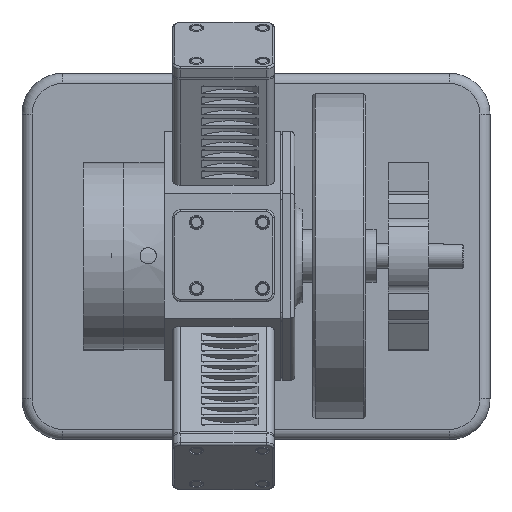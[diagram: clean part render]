
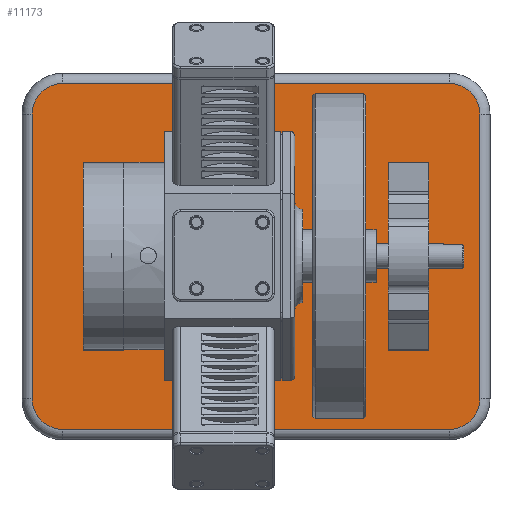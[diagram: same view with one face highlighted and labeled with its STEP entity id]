
A CAD part, top view. The second image highlights one B-rep face of the part: STEP entity #11173.
In plain terms, the highlighted planar face has unit normal (0, 0, 1).
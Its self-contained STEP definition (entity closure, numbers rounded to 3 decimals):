
#931=LINE('',#21312,#1525);
#939=LINE('',#21342,#1533);
#943=LINE('',#21358,#1537);
#946=LINE('',#21370,#1540);
#1525=VECTOR('',#15993,10.);
#1533=VECTOR('',#16025,10.);
#1537=VECTOR('',#16045,10.);
#1540=VECTOR('',#16062,10.);
#1959=PLANE('',#12699);
#2934=FACE_BOUND('',#4816,.T.);
#2935=FACE_BOUND('',#4817,.T.);
#2936=FACE_BOUND('',#4818,.T.);
#2937=FACE_BOUND('',#4819,.T.);
#3594=FACE_OUTER_BOUND('',#4815,.T.);
#4815=EDGE_LOOP('',(#10480,#10481,#10482,#10483,#10484,#10485,#10486,#10487));
#4816=EDGE_LOOP('',(#10488));
#4817=EDGE_LOOP('',(#10489));
#4818=EDGE_LOOP('',(#10490));
#4819=EDGE_LOOP('',(#10491));
#5423=CIRCLE('',#12636,5.5);
#5425=CIRCLE('',#12639,5.5);
#5427=CIRCLE('',#12642,5.5);
#5429=CIRCLE('',#12645,5.5);
#5440=CIRCLE('',#12665,15.);
#5449=CIRCLE('',#12679,15.);
#5454=CIRCLE('',#12688,15.);
#5458=CIRCLE('',#12696,15.);
#6436=VERTEX_POINT('',#21249);
#6438=VERTEX_POINT('',#21254);
#6440=VERTEX_POINT('',#21259);
#6442=VERTEX_POINT('',#21264);
#6453=VERTEX_POINT('',#21294);
#6454=VERTEX_POINT('',#21296);
#6459=VERTEX_POINT('',#21310);
#6467=VERTEX_POINT('',#21331);
#6469=VERTEX_POINT('',#21340);
#6471=VERTEX_POINT('',#21348);
#6473=VERTEX_POINT('',#21356);
#6475=VERTEX_POINT('',#21364);
#7760=EDGE_CURVE('',#6436,#6436,#5423,.T.);
#7762=EDGE_CURVE('',#6438,#6438,#5425,.T.);
#7764=EDGE_CURVE('',#6440,#6440,#5427,.T.);
#7766=EDGE_CURVE('',#6442,#6442,#5429,.T.);
#7777=EDGE_CURVE('',#6453,#6454,#5440,.T.);
#7785=EDGE_CURVE('',#6459,#6453,#931,.T.);
#7795=EDGE_CURVE('',#6467,#6459,#5449,.T.);
#7800=EDGE_CURVE('',#6469,#6467,#939,.T.);
#7804=EDGE_CURVE('',#6471,#6469,#5454,.T.);
#7808=EDGE_CURVE('',#6473,#6471,#943,.T.);
#7812=EDGE_CURVE('',#6475,#6473,#5458,.T.);
#7814=EDGE_CURVE('',#6454,#6475,#946,.T.);
#10480=ORIENTED_EDGE('',*,*,#7777,.F.);
#10481=ORIENTED_EDGE('',*,*,#7785,.F.);
#10482=ORIENTED_EDGE('',*,*,#7795,.F.);
#10483=ORIENTED_EDGE('',*,*,#7800,.F.);
#10484=ORIENTED_EDGE('',*,*,#7804,.F.);
#10485=ORIENTED_EDGE('',*,*,#7808,.F.);
#10486=ORIENTED_EDGE('',*,*,#7812,.F.);
#10487=ORIENTED_EDGE('',*,*,#7814,.F.);
#10488=ORIENTED_EDGE('',*,*,#7760,.T.);
#10489=ORIENTED_EDGE('',*,*,#7762,.T.);
#10490=ORIENTED_EDGE('',*,*,#7764,.T.);
#10491=ORIENTED_EDGE('',*,*,#7766,.T.);
#11173=ADVANCED_FACE('',(#3594,#2934,#2935,#2936,#2937),#1959,.T.);
#12636=AXIS2_PLACEMENT_3D('',#21250,#15918,#15919);
#12639=AXIS2_PLACEMENT_3D('',#21255,#15924,#15925);
#12642=AXIS2_PLACEMENT_3D('',#21260,#15930,#15931);
#12645=AXIS2_PLACEMENT_3D('',#21265,#15936,#15937);
#12665=AXIS2_PLACEMENT_3D('',#21297,#15976,#15977);
#12679=AXIS2_PLACEMENT_3D('',#21333,#16013,#16014);
#12688=AXIS2_PLACEMENT_3D('',#21350,#16035,#16036);
#12696=AXIS2_PLACEMENT_3D('',#21366,#16055,#16056);
#12699=AXIS2_PLACEMENT_3D('',#21372,#16064,#16065);
#15918=DIRECTION('center_axis',(0.,0.,-1.));
#15919=DIRECTION('ref_axis',(1.,0.,0.));
#15924=DIRECTION('center_axis',(0.,0.,-1.));
#15925=DIRECTION('ref_axis',(1.,0.,0.));
#15930=DIRECTION('center_axis',(0.,0.,-1.));
#15931=DIRECTION('ref_axis',(1.,0.,0.));
#15936=DIRECTION('center_axis',(0.,0.,-1.));
#15937=DIRECTION('ref_axis',(1.,0.,0.));
#15976=DIRECTION('center_axis',(0.,0.,-1.));
#15977=DIRECTION('ref_axis',(-0.707,0.707,0.));
#15993=DIRECTION('',(0.,1.,0.));
#16013=DIRECTION('center_axis',(0.,0.,-1.));
#16014=DIRECTION('ref_axis',(-0.707,-0.707,0.));
#16025=DIRECTION('',(-1.,0.,0.));
#16035=DIRECTION('center_axis',(0.,0.,-1.));
#16036=DIRECTION('ref_axis',(0.707,-0.707,0.));
#16045=DIRECTION('',(0.,-1.,0.));
#16055=DIRECTION('center_axis',(0.,0.,-1.));
#16056=DIRECTION('ref_axis',(0.707,0.707,0.));
#16062=DIRECTION('',(1.,0.,0.));
#16064=DIRECTION('center_axis',(0.,0.,1.));
#16065=DIRECTION('ref_axis',(1.,0.,0.));
#21249=CARTESIAN_POINT('',(69.5,-30.,20.));
#21250=CARTESIAN_POINT('Origin',(75.,-30.,20.));
#21254=CARTESIAN_POINT('',(-80.5,-30.,20.));
#21255=CARTESIAN_POINT('Origin',(-75.,-30.,20.));
#21259=CARTESIAN_POINT('',(-80.5,30.,20.));
#21260=CARTESIAN_POINT('Origin',(-75.,30.,20.));
#21264=CARTESIAN_POINT('',(69.5,30.,20.));
#21265=CARTESIAN_POINT('Origin',(75.,30.,20.));
#21294=CARTESIAN_POINT('',(-110.,70.,20.));
#21296=CARTESIAN_POINT('',(-95.,85.,20.));
#21297=CARTESIAN_POINT('Origin',(-95.,70.,20.));
#21310=CARTESIAN_POINT('',(-110.,-70.,20.));
#21312=CARTESIAN_POINT('',(-110.,45.,20.));
#21331=CARTESIAN_POINT('',(-95.,-85.,20.));
#21333=CARTESIAN_POINT('Origin',(-95.,-70.,20.));
#21340=CARTESIAN_POINT('',(95.,-85.,20.));
#21342=CARTESIAN_POINT('',(-57.5,-85.,20.));
#21348=CARTESIAN_POINT('',(110.,-70.,20.));
#21350=CARTESIAN_POINT('Origin',(95.,-70.,20.));
#21356=CARTESIAN_POINT('',(110.,70.,20.));
#21358=CARTESIAN_POINT('',(110.,-45.,20.));
#21364=CARTESIAN_POINT('',(95.,85.,20.));
#21366=CARTESIAN_POINT('Origin',(95.,70.,20.));
#21370=CARTESIAN_POINT('',(57.5,85.,20.));
#21372=CARTESIAN_POINT('Origin',(0.,0.,20.));
